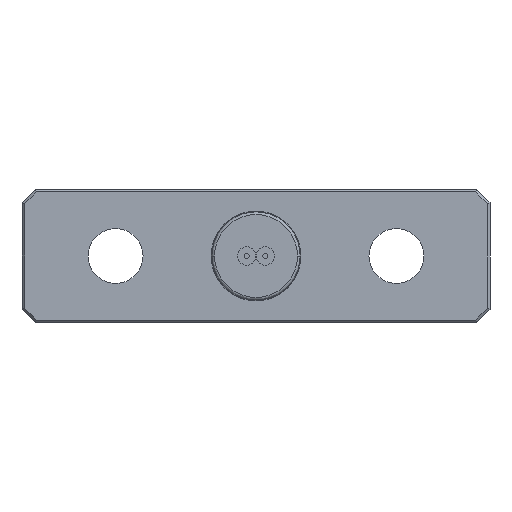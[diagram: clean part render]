
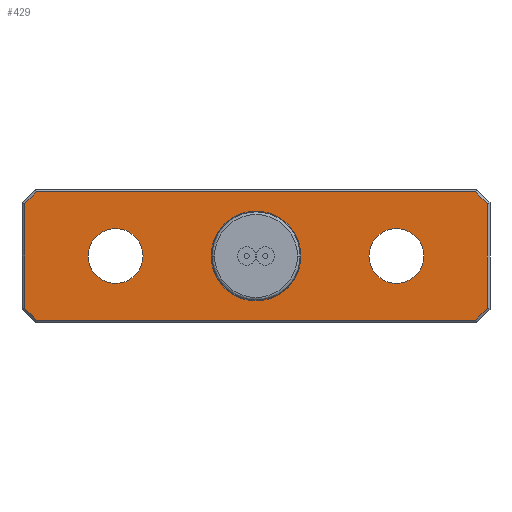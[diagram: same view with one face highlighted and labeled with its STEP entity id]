
A CAD part, front view. The second image highlights one B-rep face of the part: STEP entity #429.
In plain terms, the highlighted planar face has unit normal (0, -1, 0).
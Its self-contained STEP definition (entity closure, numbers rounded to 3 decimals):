
#133 = DIRECTION ( 'NONE',  ( 0., 1., 0. ) ) ;
#151 = EDGE_LOOP ( 'NONE', ( #5034, #5966 ) ) ;
#182 = DIRECTION ( 'NONE',  ( 0., 1., 0. ) ) ;
#215 = CARTESIAN_POINT ( 'NONE',  ( 0., -15.5, 0. ) ) ;
#313 = DIRECTION ( 'NONE',  ( -1., 0., 0. ) ) ;
#324 = DIRECTION ( 'NONE',  ( 0., 0., -1. ) ) ;
#380 = VERTEX_POINT ( 'NONE', #1807 ) ;
#429 = ADVANCED_FACE ( 'Defeature ausgef�hrt1_16', ( #4928, #1899, #1963, #2024 ), #3907, .F. ) ;
#539 = ORIENTED_EDGE ( 'NONE', *, *, #6044, .T. ) ;
#565 = CIRCLE ( 'NONE', #2598, 2.05 ) ;
#567 = CARTESIAN_POINT ( 'NONE',  ( 10.5, -15.5, 0. ) ) ;
#599 = VERTEX_POINT ( 'NONE', #5048 ) ;
#609 = VERTEX_POINT ( 'NONE', #1064 ) ;
#649 = CARTESIAN_POINT ( 'NONE',  ( 16.417, -15.5, 4.8 ) ) ;
#655 = EDGE_CURVE ( 'NONE', #4786, #5547, #1658, .T. ) ;
#702 = ORIENTED_EDGE ( 'NONE', *, *, #5853, .T. ) ;
#730 = CARTESIAN_POINT ( 'NONE',  ( -17.359, -15.5, 3.859 ) ) ;
#747 = AXIS2_PLACEMENT_3D ( 'NONE', #6091, #133, #782 ) ;
#782 = DIRECTION ( 'NONE',  ( 1., 0., 0. ) ) ;
#830 = VECTOR ( 'NONE', #935, 1000. ) ;
#840 = EDGE_CURVE ( 'NONE', #4590, #5480, #4670, .T. ) ;
#871 = CARTESIAN_POINT ( 'NONE',  ( -17.3, -15.5, 0. ) ) ;
#899 = EDGE_CURVE ( 'NONE', #5480, #1609, #1390, .T. ) ;
#935 = DIRECTION ( 'NONE',  ( 0.707, 0., -0.707 ) ) ;
#992 = EDGE_LOOP ( 'NONE', ( #1012, #3446, #539, #4269, #6064, #4110, #4250, #4463 ) ) ;
#1012 = ORIENTED_EDGE ( 'NONE', *, *, #4787, .T. ) ;
#1064 = CARTESIAN_POINT ( 'NONE',  ( 17.3, -15.5, -3.917 ) ) ;
#1108 = DIRECTION ( 'NONE',  ( 0., 1., 0. ) ) ;
#1145 = CARTESIAN_POINT ( 'NONE',  ( 10.5, -15.5, 0. ) ) ;
#1390 = LINE ( 'NONE', #1923, #830 ) ;
#1500 = AXIS2_PLACEMENT_3D ( 'NONE', #215, #182, #6104 ) ;
#1530 = LINE ( 'NONE', #6294, #5044 ) ;
#1548 = VECTOR ( 'NONE', #324, 1000. ) ;
#1604 = CARTESIAN_POINT ( 'NONE',  ( 0., -15.5, 0. ) ) ;
#1609 = VERTEX_POINT ( 'NONE', #5918 ) ;
#1658 = CIRCLE ( 'NONE', #5513, 3.357 ) ;
#1724 = DIRECTION ( 'NONE',  ( -0.707, 0., -0.707 ) ) ;
#1754 = LINE ( 'NONE', #3216, #6093 ) ;
#1789 = VERTEX_POINT ( 'NONE', #649 ) ;
#1807 = CARTESIAN_POINT ( 'NONE',  ( -12.55, -15.5, 0. ) ) ;
#1818 = DIRECTION ( 'NONE',  ( 0.707, 0., 0.707 ) ) ;
#1827 = EDGE_CURVE ( 'NONE', #380, #2007, #2469, .T. ) ;
#1835 = VERTEX_POINT ( 'NONE', #5020 ) ;
#1899 = FACE_BOUND ( 'NONE', #151, .T. ) ;
#1923 = CARTESIAN_POINT ( 'NONE',  ( -16.359, -15.5, -4.859 ) ) ;
#1938 = CARTESIAN_POINT ( 'NONE',  ( -10.5, -15.5, 0. ) ) ;
#1945 = LINE ( 'NONE', #3435, #3735 ) ;
#1959 = ORIENTED_EDGE ( 'NONE', *, *, #4829, .T. ) ;
#1963 = FACE_BOUND ( 'NONE', #2001, .T. ) ;
#2001 = EDGE_LOOP ( 'NONE', ( #3462, #3576 ) ) ;
#2007 = VERTEX_POINT ( 'NONE', #2367 ) ;
#2024 = FACE_OUTER_BOUND ( 'NONE', #992, .T. ) ;
#2095 = EDGE_LOOP ( 'NONE', ( #1959, #702 ) ) ;
#2103 = CARTESIAN_POINT ( 'NONE',  ( 16.5, -15.5, -4.8 ) ) ;
#2165 = LINE ( 'NONE', #2103, #5252 ) ;
#2168 = DIRECTION ( 'NONE',  ( 1., 0., 0. ) ) ;
#2300 = AXIS2_PLACEMENT_3D ( 'NONE', #1938, #3915, #2414 ) ;
#2367 = CARTESIAN_POINT ( 'NONE',  ( -8.45, -15.5, 0. ) ) ;
#2414 = DIRECTION ( 'NONE',  ( 1., 0., 0. ) ) ;
#2457 = AXIS2_PLACEMENT_3D ( 'NONE', #5856, #4387, #3421 ) ;
#2469 = CIRCLE ( 'NONE', #747, 2.05 ) ;
#2598 = AXIS2_PLACEMENT_3D ( 'NONE', #567, #1108, #2635 ) ;
#2611 = CIRCLE ( 'NONE', #1500, 3.357 ) ;
#2635 = DIRECTION ( 'NONE',  ( 1., 0., 0. ) ) ;
#3216 = CARTESIAN_POINT ( 'NONE',  ( 0., -15.5, 4.8 ) ) ;
#3276 = CARTESIAN_POINT ( 'NONE',  ( 17.359, -15.5, -3.859 ) ) ;
#3304 = CARTESIAN_POINT ( 'NONE',  ( 17.3, -15.5, 3.917 ) ) ;
#3320 = VECTOR ( 'NONE', #1724, 1000. ) ;
#3421 = DIRECTION ( 'NONE',  ( 1., 0., 0. ) ) ;
#3435 = CARTESIAN_POINT ( 'NONE',  ( 16.359, -15.5, 4.859 ) ) ;
#3446 = ORIENTED_EDGE ( 'NONE', *, *, #5768, .T. ) ;
#3462 = ORIENTED_EDGE ( 'NONE', *, *, #655, .T. ) ;
#3464 = DIRECTION ( 'NONE',  ( -0.707, 0., 0.707 ) ) ;
#3511 = DIRECTION ( 'NONE',  ( -1., 0., 0. ) ) ;
#3518 = VERTEX_POINT ( 'NONE', #5151 ) ;
#3561 = DIRECTION ( 'NONE',  ( 0., 1., 0. ) ) ;
#3576 = ORIENTED_EDGE ( 'NONE', *, *, #5882, .T. ) ;
#3735 = VECTOR ( 'NONE', #3464, 1000. ) ;
#3852 = CARTESIAN_POINT ( 'NONE',  ( 16.417, -15.5, -4.8 ) ) ;
#3907 = PLANE ( 'NONE',  #2457 ) ;
#3915 = DIRECTION ( 'NONE',  ( 0., 1., 0. ) ) ;
#3925 = CIRCLE ( 'NONE', #5262, 2.05 ) ;
#4110 = ORIENTED_EDGE ( 'NONE', *, *, #899, .T. ) ;
#4128 = DIRECTION ( 'NONE',  ( 0., 1., 0. ) ) ;
#4217 = CARTESIAN_POINT ( 'NONE',  ( -17.3, -15.5, 3.917 ) ) ;
#4250 = ORIENTED_EDGE ( 'NONE', *, *, #4907, .T. ) ;
#4269 = ORIENTED_EDGE ( 'NONE', *, *, #5922, .T. ) ;
#4387 = DIRECTION ( 'NONE',  ( 0., 1., 0. ) ) ;
#4463 = ORIENTED_EDGE ( 'NONE', *, *, #4519, .T. ) ;
#4519 = EDGE_CURVE ( 'NONE', #6273, #609, #6201, .T. ) ;
#4590 = VERTEX_POINT ( 'NONE', #4217 ) ;
#4591 = LINE ( 'NONE', #730, #3320 ) ;
#4670 = LINE ( 'NONE', #871, #1548 ) ;
#4786 = VERTEX_POINT ( 'NONE', #5834 ) ;
#4787 = EDGE_CURVE ( 'NONE', #609, #6224, #1530, .T. ) ;
#4829 = EDGE_CURVE ( 'NONE', #3518, #599, #565, .T. ) ;
#4907 = EDGE_CURVE ( 'NONE', #1609, #6273, #2165, .T. ) ;
#4928 = FACE_BOUND ( 'NONE', #2095, .T. ) ;
#5020 = CARTESIAN_POINT ( 'NONE',  ( -16.417, -15.5, 4.8 ) ) ;
#5034 = ORIENTED_EDGE ( 'NONE', *, *, #1827, .T. ) ;
#5039 = VECTOR ( 'NONE', #1818, 1000. ) ;
#5044 = VECTOR ( 'NONE', #5353, 1000. ) ;
#5048 = CARTESIAN_POINT ( 'NONE',  ( 12.55, -15.5, 0. ) ) ;
#5151 = CARTESIAN_POINT ( 'NONE',  ( 8.45, -15.5, 0. ) ) ;
#5252 = VECTOR ( 'NONE', #6065, 1000. ) ;
#5254 = CARTESIAN_POINT ( 'NONE',  ( -17.3, -15.5, -3.917 ) ) ;
#5262 = AXIS2_PLACEMENT_3D ( 'NONE', #1145, #3561, #2168 ) ;
#5346 = CARTESIAN_POINT ( 'NONE',  ( 3.357, -15.5, 0. ) ) ;
#5353 = DIRECTION ( 'NONE',  ( 0., 0., 1. ) ) ;
#5480 = VERTEX_POINT ( 'NONE', #5254 ) ;
#5513 = AXIS2_PLACEMENT_3D ( 'NONE', #1604, #4128, #3511 ) ;
#5547 = VERTEX_POINT ( 'NONE', #5346 ) ;
#5768 = EDGE_CURVE ( 'NONE', #6224, #1789, #1945, .T. ) ;
#5834 = CARTESIAN_POINT ( 'NONE',  ( -3.357, -15.5, 0. ) ) ;
#5853 = EDGE_CURVE ( 'NONE', #599, #3518, #3925, .T. ) ;
#5856 = CARTESIAN_POINT ( 'NONE',  ( 0., -15.5, 0. ) ) ;
#5882 = EDGE_CURVE ( 'NONE', #5547, #4786, #2611, .T. ) ;
#5918 = CARTESIAN_POINT ( 'NONE',  ( -16.417, -15.5, -4.8 ) ) ;
#5922 = EDGE_CURVE ( 'NONE', #1835, #4590, #4591, .T. ) ;
#5966 = ORIENTED_EDGE ( 'NONE', *, *, #6248, .T. ) ;
#6044 = EDGE_CURVE ( 'NONE', #1789, #1835, #1754, .T. ) ;
#6064 = ORIENTED_EDGE ( 'NONE', *, *, #840, .T. ) ;
#6065 = DIRECTION ( 'NONE',  ( 1., 0., 0. ) ) ;
#6079 = CIRCLE ( 'NONE', #2300, 2.05 ) ;
#6091 = CARTESIAN_POINT ( 'NONE',  ( -10.5, -15.5, 0. ) ) ;
#6093 = VECTOR ( 'NONE', #313, 1000. ) ;
#6104 = DIRECTION ( 'NONE',  ( -1., 0., 0. ) ) ;
#6201 = LINE ( 'NONE', #3276, #5039 ) ;
#6224 = VERTEX_POINT ( 'NONE', #3304 ) ;
#6248 = EDGE_CURVE ( 'NONE', #2007, #380, #6079, .T. ) ;
#6273 = VERTEX_POINT ( 'NONE', #3852 ) ;
#6294 = CARTESIAN_POINT ( 'NONE',  ( 17.3, -15.5, 4. ) ) ;
